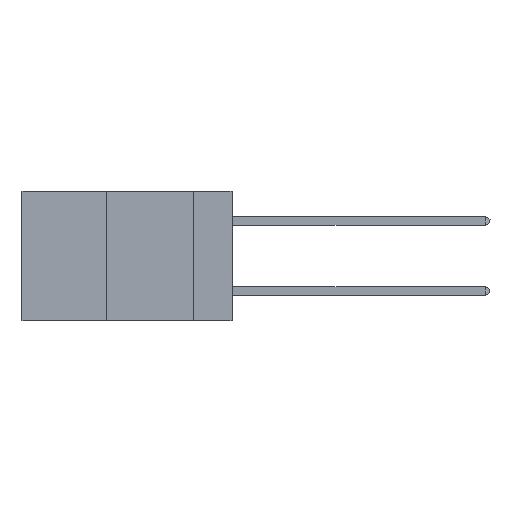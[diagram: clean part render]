
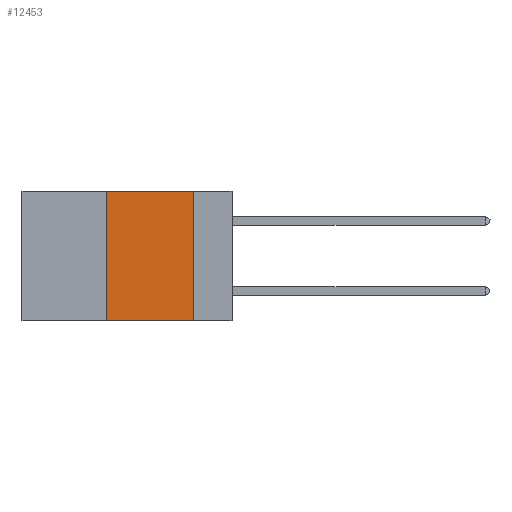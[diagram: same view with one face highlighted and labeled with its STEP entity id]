
A CAD part, left-side view. The second image highlights one B-rep face of the part: STEP entity #12453.
In plain terms, the highlighted planar face has unit normal (-1, 0, 0).
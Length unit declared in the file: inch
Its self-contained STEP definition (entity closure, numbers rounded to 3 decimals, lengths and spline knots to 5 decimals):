
#541 = CARTESIAN_POINT ( 'NONE',  ( 0., 0.11, -0.37 ) ) ;
#2259 = DIRECTION ( 'NONE',  ( 0., -1., 0. ) ) ;
#2756 = AXIS2_PLACEMENT_3D ( 'NONE', #21753, #39129, #35155 ) ;
#4674 = DIRECTION ( 'NONE',  ( 0., 0., 1. ) ) ;
#6950 = EDGE_CURVE ( 'NONE', #26499, #23024, #14582, .T. ) ;
#7433 = FACE_OUTER_BOUND ( 'NONE', #35506, .T. ) ;
#7439 = DIRECTION ( 'NONE',  ( 0., -1., 0. ) ) ;
#8607 = CARTESIAN_POINT ( 'NONE',  ( 0., 0.6, 0. ) ) ;
#8858 = EDGE_CURVE ( 'NONE', #14851, #35888, #25571, .T. ) ;
#9274 = EDGE_CURVE ( 'NONE', #14851, #23024, #10950, .T. ) ;
#10600 = DIRECTION ( 'NONE',  ( 0., 0., -1. ) ) ;
#10950 = LINE ( 'NONE', #21757, #14585 ) ;
#11071 = CARTESIAN_POINT ( 'NONE',  ( 0., 0.36, -0.37 ) ) ;
#12453 = ADVANCED_FACE ( 'NONE', ( #7433 ), #17995, .F. ) ;
#12603 = ORIENTED_EDGE ( 'NONE', *, *, #28136, .F. ) ;
#14582 = LINE ( 'NONE', #17874, #25234 ) ;
#14585 = VECTOR ( 'NONE', #7439, 39.37008 ) ;
#14851 = VERTEX_POINT ( 'NONE', #11071 ) ;
#17037 = ORIENTED_EDGE ( 'NONE', *, *, #8858, .F. ) ;
#17874 = CARTESIAN_POINT ( 'NONE',  ( 0., 0.11, 0. ) ) ;
#17995 = PLANE ( 'NONE',  #2756 ) ;
#21753 = CARTESIAN_POINT ( 'NONE',  ( 0., 0.6, 0. ) ) ;
#21757 = CARTESIAN_POINT ( 'NONE',  ( 0., 0.6, -0.37 ) ) ;
#22930 = LINE ( 'NONE', #8607, #34381 ) ;
#23024 = VERTEX_POINT ( 'NONE', #541 ) ;
#25234 = VECTOR ( 'NONE', #10600, 39.37008 ) ;
#25536 = ORIENTED_EDGE ( 'NONE', *, *, #9274, .T. ) ;
#25571 = LINE ( 'NONE', #25815, #31827 ) ;
#25815 = CARTESIAN_POINT ( 'NONE',  ( 0., 0.36, 0. ) ) ;
#26499 = VERTEX_POINT ( 'NONE', #37614 ) ;
#28136 = EDGE_CURVE ( 'NONE', #35888, #26499, #22930, .T. ) ;
#31827 = VECTOR ( 'NONE', #4674, 39.37008 ) ;
#34381 = VECTOR ( 'NONE', #2259, 39.37008 ) ;
#35155 = DIRECTION ( 'NONE',  ( 0., 0., -1. ) ) ;
#35506 = EDGE_LOOP ( 'NONE', ( #36335, #12603, #17037, #25536 ) ) ;
#35888 = VERTEX_POINT ( 'NONE', #37900 ) ;
#36335 = ORIENTED_EDGE ( 'NONE', *, *, #6950, .F. ) ;
#37614 = CARTESIAN_POINT ( 'NONE',  ( 0., 0.11, 0. ) ) ;
#37900 = CARTESIAN_POINT ( 'NONE',  ( 0., 0.36, 0. ) ) ;
#39129 = DIRECTION ( 'NONE',  ( 1., 0., 0. ) ) ;
